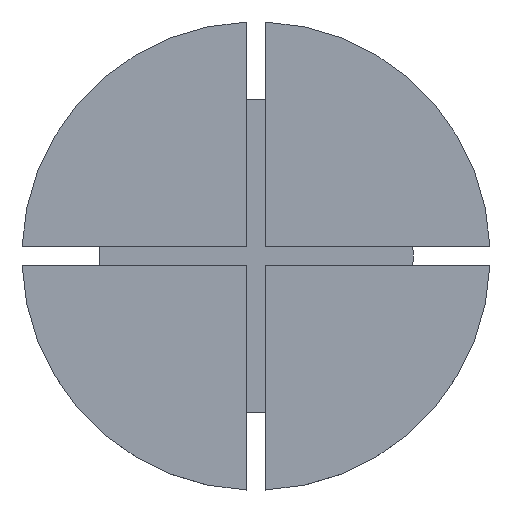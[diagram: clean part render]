
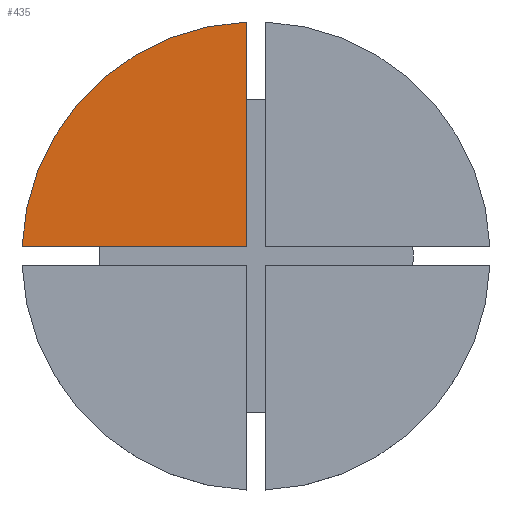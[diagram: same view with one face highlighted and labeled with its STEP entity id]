
A CAD part, top view. The second image highlights one B-rep face of the part: STEP entity #435.
In plain terms, the highlighted planar face has unit normal (0, 0, 1).
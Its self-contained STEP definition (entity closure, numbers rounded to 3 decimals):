
#24=CIRCLE('',#475,62.);
#48=FACE_OUTER_BOUND('',#71,.T.);
#71=EDGE_LOOP('',(#344,#345,#346));
#95=LINE('',#655,#131);
#108=LINE('',#696,#144);
#131=VECTOR('',#518,10.);
#144=VECTOR('',#537,10.);
#183=VERTEX_POINT('',#652);
#184=VERTEX_POINT('',#654);
#197=VERTEX_POINT('',#694);
#227=EDGE_CURVE('',#184,#183,#95,.T.);
#243=EDGE_CURVE('',#183,#197,#108,.T.);
#263=EDGE_CURVE('',#197,#184,#24,.T.);
#344=ORIENTED_EDGE('',*,*,#243,.T.);
#345=ORIENTED_EDGE('',*,*,#263,.T.);
#346=ORIENTED_EDGE('',*,*,#227,.T.);
#418=PLANE('',#474);
#435=ADVANCED_FACE('',(#48),#418,.T.);
#474=AXIS2_PLACEMENT_3D('',#753,#562,#563);
#475=AXIS2_PLACEMENT_3D('',#754,#564,#565);
#518=DIRECTION('',(1.,0.,0.));
#537=DIRECTION('',(0.,1.,0.));
#562=DIRECTION('center_axis',(0.,0.,1.));
#563=DIRECTION('ref_axis',(1.,0.,0.));
#564=DIRECTION('center_axis',(0.,0.,1.));
#565=DIRECTION('ref_axis',(1.,0.,0.));
#652=CARTESIAN_POINT('',(-2.6,2.6,58.));
#654=CARTESIAN_POINT('',(-61.945,2.6,58.));
#655=CARTESIAN_POINT('',(-30.973,2.6,58.));
#694=CARTESIAN_POINT('',(-2.6,61.945,58.));
#696=CARTESIAN_POINT('',(-2.6,1.3,58.));
#753=CARTESIAN_POINT('Origin',(0.,0.,58.));
#754=CARTESIAN_POINT('Origin',(0.,0.,58.));
